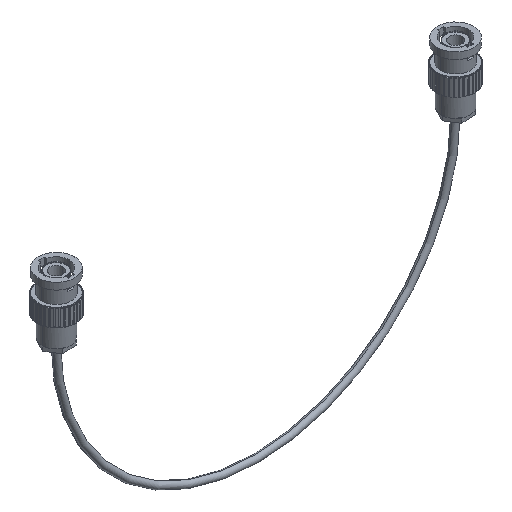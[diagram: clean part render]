
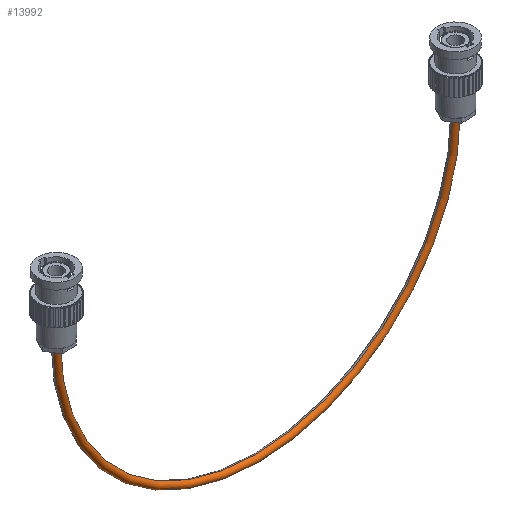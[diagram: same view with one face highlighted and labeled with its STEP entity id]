
A CAD part, isometric view. The second image highlights one B-rep face of the part: STEP entity #13992.
In plain terms, the highlighted toroidal (fillet/blend) face has major radius 76.2 mm and minor radius 1.283 mm.
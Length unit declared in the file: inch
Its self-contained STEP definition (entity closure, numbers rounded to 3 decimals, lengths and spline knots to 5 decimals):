
#275 = AXIS2_PLACEMENT_3D ( 'NONE', #6933, #6934, #6935 ) ;
#278 = AXIS2_PLACEMENT_3D ( 'NONE', #6946, #6947, #6948 ) ;
#280 = AXIS2_PLACEMENT_3D ( 'NONE', #6952, #6953, #6954 ) ;
#281 = AXIS2_PLACEMENT_3D ( 'NONE', #6957, #6958, #6959 ) ;
#310 = EDGE_LOOP ( 'NONE', ( #7193, #7194, #7195, #7196 ) ) ;
#2039 = EDGE_CURVE ( 'NONE', #13508, #13672, #2407, .T. ) ;
#2042 = EDGE_CURVE ( 'NONE', #13516, #13567, #2409, .T. ) ;
#2046 = EDGE_CURVE ( 'NONE', #13516, #13508, #2410, .T. ) ;
#2047 = EDGE_CURVE ( 'NONE', #13567, #13672, #2416, .T. ) ;
#2407 = CIRCLE ( 'NONE', #275, 3.05052 ) ;
#2409 = CIRCLE ( 'NONE', #278, 2.94948 ) ;
#2410 = CIRCLE ( 'NONE', #280, 0.05052 ) ;
#2416 = CIRCLE ( 'NONE', #281, 0.05052 ) ;
#6933 = CARTESIAN_POINT ( 'NONE',  ( 2.99014, 0., -0.9779 ) ) ;
#6934 = DIRECTION ( 'NONE',  ( 0., 1., 0. ) ) ;
#6935 = DIRECTION ( 'NONE',  ( 0., 0., 1. ) ) ;
#6946 = CARTESIAN_POINT ( 'NONE',  ( 2.99014, 0., -0.9779 ) ) ;
#6947 = DIRECTION ( 'NONE',  ( 0., 1., 0. ) ) ;
#6948 = DIRECTION ( 'NONE',  ( 0., 0., 1. ) ) ;
#6952 = CARTESIAN_POINT ( 'NONE',  ( 5.99014, 0., -0.9779 ) ) ;
#6953 = DIRECTION ( 'NONE',  ( 0., 0., 1. ) ) ;
#6954 = DIRECTION ( 'NONE',  ( 1., 0., 0. ) ) ;
#6957 = CARTESIAN_POINT ( 'NONE',  ( -0.00986, 0., -0.9779 ) ) ;
#6958 = DIRECTION ( 'NONE',  ( 0., 0., -1. ) ) ;
#6959 = DIRECTION ( 'NONE',  ( -1., 0., 0. ) ) ;
#7193 = ORIENTED_EDGE ( 'NONE', *, *, #2039, .F. ) ;
#7194 = ORIENTED_EDGE ( 'NONE', *, *, #2046, .F. ) ;
#7195 = ORIENTED_EDGE ( 'NONE', *, *, #2042, .T. ) ;
#7196 = ORIENTED_EDGE ( 'NONE', *, *, #2047, .T. ) ;
#8216 = CARTESIAN_POINT ( 'NONE',  ( 6.04065, 0., -0.9779 ) ) ;
#8224 = CARTESIAN_POINT ( 'NONE',  ( 5.93962, 0., -0.9779 ) ) ;
#8275 = CARTESIAN_POINT ( 'NONE',  ( 0.04065, 0., -0.9779 ) ) ;
#8380 = CARTESIAN_POINT ( 'NONE',  ( -0.06038, 0., -0.9779 ) ) ;
#13508 = VERTEX_POINT ( 'NONE', #8216 ) ;
#13516 = VERTEX_POINT ( 'NONE', #8224 ) ;
#13567 = VERTEX_POINT ( 'NONE', #8275 ) ;
#13672 = VERTEX_POINT ( 'NONE', #8380 ) ;
#13992 = ADVANCED_FACE ( 'NONE', ( #16620 ), #16613, .T. ) ;
#16613 = TOROIDAL_SURFACE ( 'NONE', #17138, 3., 0.05052 ) ;
#16620 = FACE_OUTER_BOUND ( 'NONE', #310, .T. ) ;
#17138 = AXIS2_PLACEMENT_3D ( 'NONE', #17871, #17869, #17874 ) ;
#17869 = DIRECTION ( 'NONE',  ( 0., 1., 0. ) ) ;
#17871 = CARTESIAN_POINT ( 'NONE',  ( 2.99014, 0., -0.9779 ) ) ;
#17874 = DIRECTION ( 'NONE',  ( 0., 0., 1. ) ) ;
